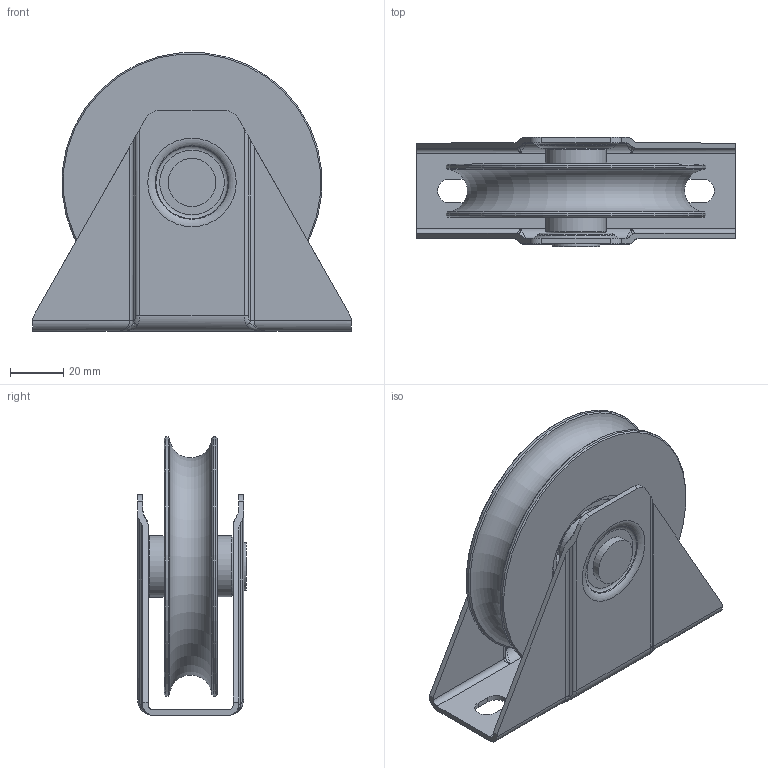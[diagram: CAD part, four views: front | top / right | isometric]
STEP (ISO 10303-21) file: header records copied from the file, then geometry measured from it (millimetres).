
FILE_DESCRIPTION(/* description */ (''),/* implementation_level */ '2;1');
FILE_NAME(/* name */ '21101R16.stp',/* time_stamp */ '2021-11-05T17:01:10+01:00',/* author */ ('Lionel'),/* organization */ (''),/* preprocessor_version */ 'ST-DEVELOPER v18.1',/* originating_system */ 'Autodesk Inventor 2021',/* authorisation */ '');
FILE_SCHEMA (('AUTOMOTIVE_DESIGN { 1 0 10303 214 3 1 1 }'));
Length unit declared in the file: millimetre
Products named in the file (6): 21101R16; 19727; 19883; Rlt_6203_1; 19741; 19719
Assembly tree (6 placements, depth 2):
  21101R16
    19727
    19883
    Rlt_6203_1
    19741
    19719  x2
Bounding box: 120 x 41 x 104.82 mm (x, y, z)
Volume: 148411.1 mm3; surface area: 70572.4 mm2
Topology: 8 solids, 8 shells, 251 faces, 616 edges, 388 vertices
Faces by surface type: plane 95, cylinder 59, bspline 55, torus 20, cone 18, sphere 4
Full cylindrical faces by diameter (mm): 10.5 x1, 13.9 x1, 14 x2, 14.5 x2, 17 x3, 18 x1, 23 x2, 23.9 x2, 33.1 x2, 36.5 x1, 40 x2, 40.4 x1, 45 x1, 98 x2
Entity records: 8198 total; most frequent: CARTESIAN_POINT 2383, ORIENTED_EDGE 1168, DIRECTION 1108, EDGE_CURVE 584, AXIS2_PLACEMENT_3D 411, VERTEX_POINT 379, LINE 286, VECTOR 286
